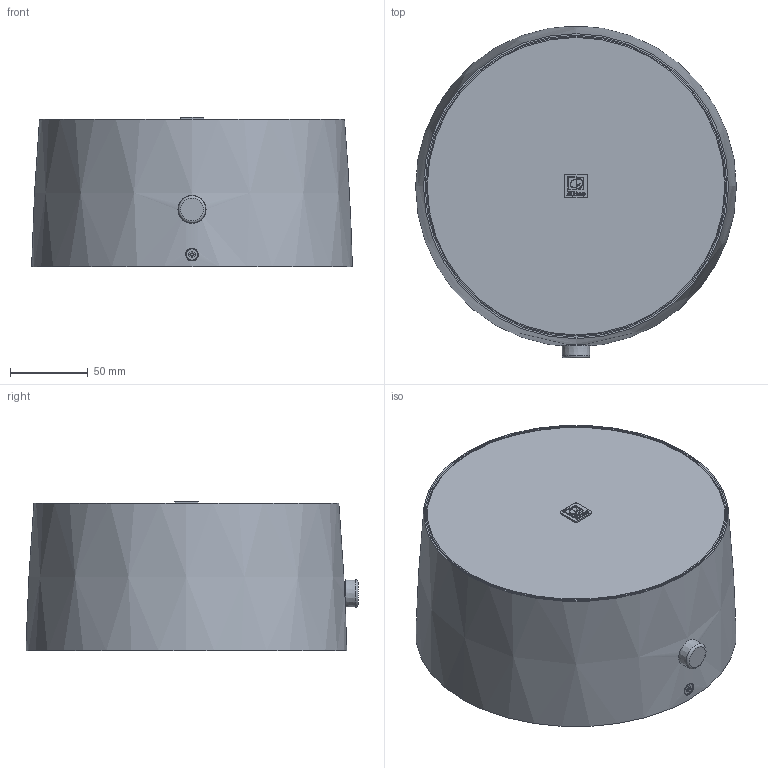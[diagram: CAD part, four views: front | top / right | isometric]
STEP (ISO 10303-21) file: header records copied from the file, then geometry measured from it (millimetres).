
FILE_DESCRIPTION(/* description */ (''),/* implementation_level */ '2;1');
FILE_NAME(/* name */ 'AUDAC-NELO706.stp',/* time_stamp */ '2021-03-16T16:58:06+01:00',/* author */ ('kamiel'),/* organization */ (''),/* preprocessor_version */ 'ST-DEVELOPER v18.1',/* originating_system */ 'Autodesk Inventor 2021',/* authorisation */ '');
FILE_SCHEMA (('AUTOMOTIVE_DESIGN { 1 0 10303 214 3 1 1 }'));
Length unit declared in the file: millimetre
Products named in the file (1): AUDAC-NELO706
Bounding box: 206.17 x 213.38 x 96.4 mm (x, y, z)
Volume: 2564374.1 mm3; surface area: 210899.6 mm2
Topology: 1 solids, 6 shells, 949 faces, 2498 edges, 1638 vertices
Faces by surface type: plane 431, bspline 274, cylinder 139, cone 62, torus 32, sphere 11
Full cylindrical faces by diameter (mm): 3 x6, 3.5 x2, 3.9 x2, 4 x8, 4.917 x3, 6 x4, 7.3 x2, 8.2 x2, 9.6 x1, 10 x1, 13 x4, 23.5 x4, 194 x1
Entity records: 39560 total; most frequent: CARTESIAN_POINT 16698, ORIENTED_EDGE 4984, DIRECTION 3795, EDGE_CURVE 2492, VERTEX_POINT 1638, AXIS2_PLACEMENT_3D 1280, LINE 1235, VECTOR 1235
